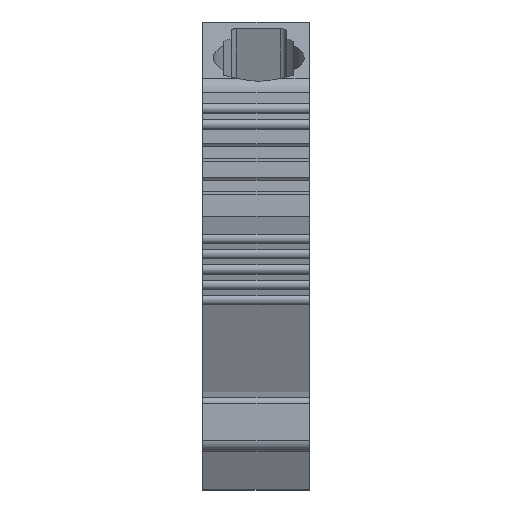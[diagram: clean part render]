
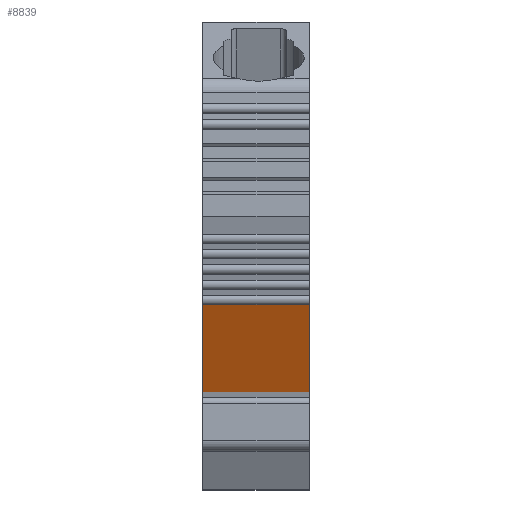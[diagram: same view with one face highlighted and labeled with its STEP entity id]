
A CAD part, left-side view. The second image highlights one B-rep face of the part: STEP entity #8839.
In plain terms, the highlighted planar face has unit normal (-0.906, 0, -0.423).
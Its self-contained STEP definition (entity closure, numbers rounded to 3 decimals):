
#1552=ORIENTED_EDGE('',*,*,#3038,.T.);
#1553=ORIENTED_EDGE('',*,*,#3039,.F.);
#1554=ORIENTED_EDGE('',*,*,#3037,.F.);
#1555=ORIENTED_EDGE('',*,*,#3040,.T.);
#3037=EDGE_CURVE('',#3751,#3750,#4448,.T.);
#3038=EDGE_CURVE('',#3752,#3753,#4449,.T.);
#3039=EDGE_CURVE('',#3750,#3753,#4450,.T.);
#3040=EDGE_CURVE('',#3751,#3752,#4451,.T.);
#3750=VERTEX_POINT('',#12907);
#3751=VERTEX_POINT('',#12909);
#3752=VERTEX_POINT('',#12913);
#3753=VERTEX_POINT('',#12914);
#4448=LINE('',#12910,#5190);
#4449=LINE('',#12912,#5191);
#4450=LINE('',#12915,#5192);
#4451=LINE('',#12916,#5193);
#5190=VECTOR('',#10937,1000.);
#5191=VECTOR('',#10940,1000.);
#5192=VECTOR('',#10941,1000.);
#5193=VECTOR('',#10942,1000.);
#5587=EDGE_LOOP('',(#1552,#1553,#1554,#1555));
#5935=FACE_BOUND('',#5587,.T.);
#6195=PLANE('',#9352);
#8839=ADVANCED_FACE('',(#5935),#6195,.T.);
#9352=AXIS2_PLACEMENT_3D('',#12911,#10938,#10939);
#10937=DIRECTION('',(0.,-1.,0.));
#10938=DIRECTION('',(-0.906,0.,-0.423));
#10939=DIRECTION('',(-0.423,0.,0.906));
#10940=DIRECTION('',(0.,-1.,0.));
#10941=DIRECTION('',(0.423,0.,-0.906));
#10942=DIRECTION('',(0.423,0.,-0.906));
#12907=CARTESIAN_POINT('',(-38.755,0.,17.253));
#12909=CARTESIAN_POINT('',(-38.755,10.1,17.253));
#12910=CARTESIAN_POINT('',(-38.755,10.1,17.253));
#12911=CARTESIAN_POINT('',(-35.759,10.1,10.828));
#12912=CARTESIAN_POINT('',(-34.921,10.1,9.032));
#12913=CARTESIAN_POINT('',(-34.921,10.1,9.032));
#12914=CARTESIAN_POINT('',(-34.921,0.,9.032));
#12915=CARTESIAN_POINT('',(-35.759,0.,10.828));
#12916=CARTESIAN_POINT('',(-38.755,10.1,17.253));
